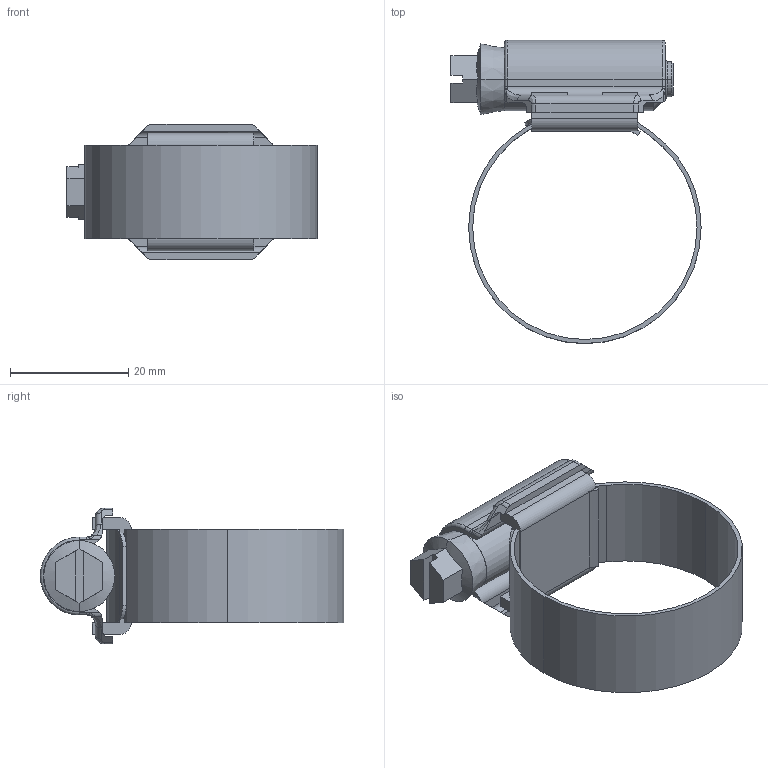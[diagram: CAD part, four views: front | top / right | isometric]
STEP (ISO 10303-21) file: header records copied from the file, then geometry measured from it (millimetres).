
FILE_DESCRIPTION (( 'STEP AP203' ), '1' );
FILE_NAME ('TRI-60-PWG.step', '2025-10-06T11:28:44', ( '' ), ( '' ), 'SwSTEP 2.0', 'SolidWorks 2025', '' );
FILE_SCHEMA (( 'CONFIG_CONTROL_DESIGN' ));
Length unit declared in the file: millimetre
Products named in the file (1): TRI-60-PWG
Bounding box: 42.38 x 51.39 x 23 mm (x, y, z)
Volume: 6756.6 mm3; surface area: 9316.8 mm2
Topology: 4 solids, 4 shells, 167 faces, 460 edges, 290 vertices
Faces by surface type: plane 85, cylinder 52, bspline 16, cone 8, torus 6
Entity records: 5739 total; most frequent: CARTESIAN_POINT 1552, ORIENTED_EDGE 912, DIRECTION 818, EDGE_CURVE 456, VERTEX_POINT 290, LINE 274, VECTOR 274, AXIS2_PLACEMENT_3D 272
